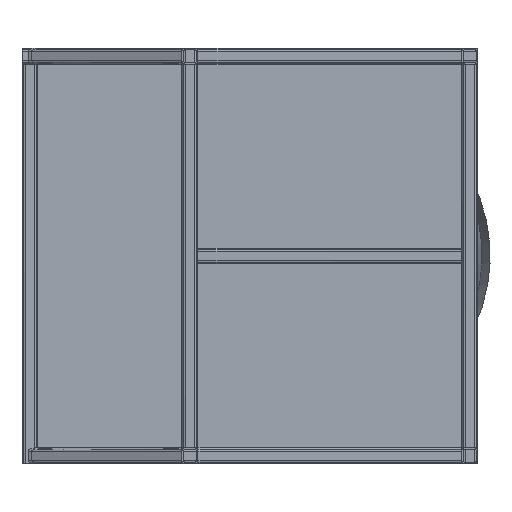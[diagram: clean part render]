
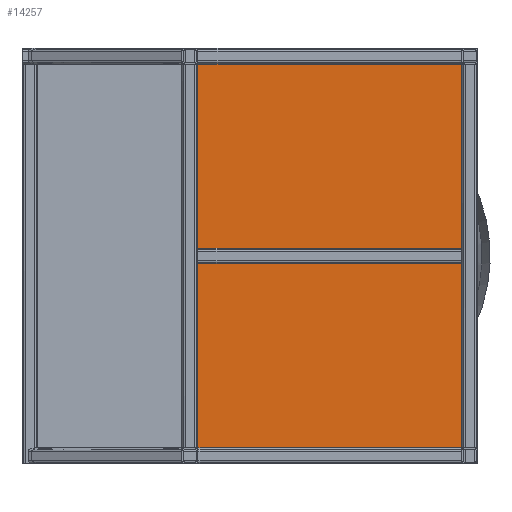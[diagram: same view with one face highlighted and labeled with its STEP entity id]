
A CAD part, front view. The second image highlights one B-rep face of the part: STEP entity #14257.
In plain terms, the highlighted free-form (B-spline) face has degree [1, 1] with [2, 2] control points.
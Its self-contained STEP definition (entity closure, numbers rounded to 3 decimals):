
#14137 = EDGE_CURVE('',#14138,#14140,#14142,.T.);
#14138 = VERTEX_POINT('',#14139);
#14139 = CARTESIAN_POINT('',(371.002,24.474,
    137.657));
#14140 = VERTEX_POINT('',#14141);
#14141 = CARTESIAN_POINT('',(-141.16,24.474,
    137.657));
#14142 = B_SPLINE_CURVE_WITH_KNOTS('',1,(#14143,#14144),.UNSPECIFIED.,
  .F.,.F.,(2,2),(0.,370.),.PIECEWISE_BEZIER_KNOTS.);
#14143 = CARTESIAN_POINT('',(371.002,24.474,
    137.657));
#14144 = CARTESIAN_POINT('',(-141.16,24.474,
    137.657));
#14173 = EDGE_CURVE('',#14140,#14174,#14176,.T.);
#14174 = VERTEX_POINT('',#14175);
#14175 = CARTESIAN_POINT('',(-141.16,24.474,
    857.453));
#14176 = B_SPLINE_CURVE_WITH_KNOTS('',1,(#14177,#14178),.UNSPECIFIED.,
  .F.,.F.,(2,2),(0.,520.),.PIECEWISE_BEZIER_KNOTS.);
#14177 = CARTESIAN_POINT('',(-141.16,24.474,
    137.657));
#14178 = CARTESIAN_POINT('',(-141.16,24.474,
    857.453));
#14201 = EDGE_CURVE('',#14174,#14202,#14204,.T.);
#14202 = VERTEX_POINT('',#14203);
#14203 = CARTESIAN_POINT('',(371.002,24.474,
    857.453));
#14204 = B_SPLINE_CURVE_WITH_KNOTS('',1,(#14205,#14206),.UNSPECIFIED.,
  .F.,.F.,(2,2),(-370.,-0.),.PIECEWISE_BEZIER_KNOTS.);
#14205 = CARTESIAN_POINT('',(-141.16,24.474,
    857.453));
#14206 = CARTESIAN_POINT('',(371.002,24.474,
    857.453));
#14229 = EDGE_CURVE('',#14202,#14138,#14230,.T.);
#14230 = B_SPLINE_CURVE_WITH_KNOTS('',1,(#14231,#14232),.UNSPECIFIED.,
  .F.,.F.,(2,2),(-520.,-0.),.PIECEWISE_BEZIER_KNOTS.);
#14231 = CARTESIAN_POINT('',(371.002,24.474,
    857.453));
#14232 = CARTESIAN_POINT('',(371.002,24.474,
    137.657));
#14257 = ADVANCED_FACE('',(#14258),#14264,.F.);
#14258 = FACE_BOUND('',#14259,.T.);
#14259 = EDGE_LOOP('',(#14260,#14261,#14262,#14263));
#14260 = ORIENTED_EDGE('',*,*,#14137,.F.);
#14261 = ORIENTED_EDGE('',*,*,#14229,.F.);
#14262 = ORIENTED_EDGE('',*,*,#14201,.F.);
#14263 = ORIENTED_EDGE('',*,*,#14173,.F.);
#14264 = B_SPLINE_SURFACE_WITH_KNOTS('',1,1,(
    (#14265,#14266)
    ,(#14267,#14268
  )),.UNSPECIFIED.,.F.,.F.,.F.,(2,2),(2,2),(-360.,10.),(-10.,510.),
  .PIECEWISE_BEZIER_KNOTS.);
#14265 = CARTESIAN_POINT('',(371.002,24.474,
    137.657));
#14266 = CARTESIAN_POINT('',(371.002,24.474,
    857.453));
#14267 = CARTESIAN_POINT('',(-141.16,24.474,
    137.657));
#14268 = CARTESIAN_POINT('',(-141.16,24.474,
    857.453));
